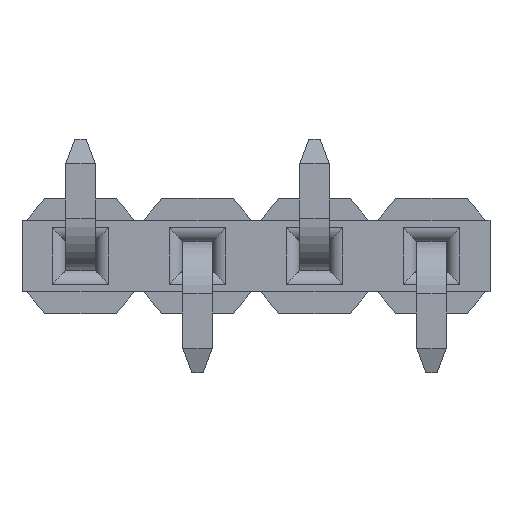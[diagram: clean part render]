
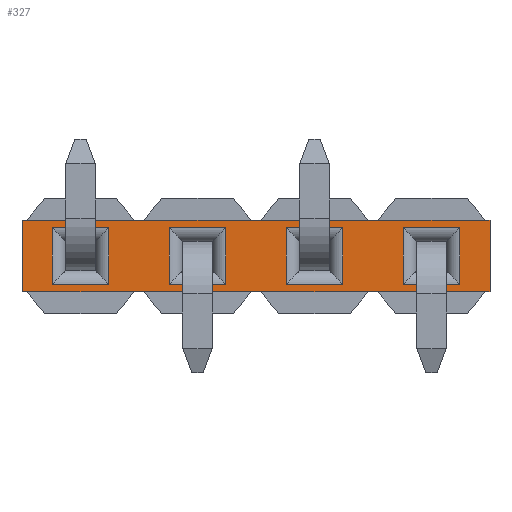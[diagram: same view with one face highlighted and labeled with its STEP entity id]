
A CAD part, front view. The second image highlights one B-rep face of the part: STEP entity #327.
In plain terms, the highlighted planar face has unit normal (0, -1, 0).
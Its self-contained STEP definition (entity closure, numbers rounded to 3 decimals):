
#137=FACE_BOUND('',#1160,.T.);
#138=FACE_BOUND('',#1161,.T.);
#139=FACE_BOUND('',#1162,.T.);
#140=FACE_BOUND('',#1163,.T.);
#141=FACE_BOUND('',#1164,.T.);
#327=ADVANCED_FACE('',(#137,#138,#139,#140,#141),#601,.F.);
#601=PLANE('',#5226);
#1160=EDGE_LOOP('',(#1841,#1842,#1843,#1844));
#1161=EDGE_LOOP('',(#1845,#1846,#1847,#1848));
#1162=EDGE_LOOP('',(#1849,#1850,#1851,#1852));
#1163=EDGE_LOOP('',(#1853,#1854,#1855,#1856));
#1164=EDGE_LOOP('',(#1857,#1858,#1859,#1860,#1861,#1862,#1863,#1864,#1865,
#1866,#1867,#1868,#1869,#1870,#1871,#1872,#1873,#1874,#1875,#1876));
#1841=ORIENTED_EDGE('',*,*,#3276,.T.);
#1842=ORIENTED_EDGE('',*,*,#3272,.T.);
#1843=ORIENTED_EDGE('',*,*,#3269,.T.);
#1844=ORIENTED_EDGE('',*,*,#3266,.T.);
#1845=ORIENTED_EDGE('',*,*,#3264,.T.);
#1846=ORIENTED_EDGE('',*,*,#3260,.T.);
#1847=ORIENTED_EDGE('',*,*,#3257,.T.);
#1848=ORIENTED_EDGE('',*,*,#3254,.T.);
#1849=ORIENTED_EDGE('',*,*,#3252,.T.);
#1850=ORIENTED_EDGE('',*,*,#3248,.T.);
#1851=ORIENTED_EDGE('',*,*,#3245,.T.);
#1852=ORIENTED_EDGE('',*,*,#3242,.T.);
#1853=ORIENTED_EDGE('',*,*,#3240,.T.);
#1854=ORIENTED_EDGE('',*,*,#3236,.T.);
#1855=ORIENTED_EDGE('',*,*,#3233,.T.);
#1856=ORIENTED_EDGE('',*,*,#3230,.T.);
#1857=ORIENTED_EDGE('',*,*,#3158,.T.);
#1858=ORIENTED_EDGE('',*,*,#3412,.T.);
#1859=ORIENTED_EDGE('',*,*,#3227,.F.);
#1860=ORIENTED_EDGE('',*,*,#3283,.T.);
#1861=ORIENTED_EDGE('',*,*,#3224,.F.);
#1862=ORIENTED_EDGE('',*,*,#3292,.T.);
#1863=ORIENTED_EDGE('',*,*,#3221,.F.);
#1864=ORIENTED_EDGE('',*,*,#3301,.T.);
#1865=ORIENTED_EDGE('',*,*,#3218,.F.);
#1866=ORIENTED_EDGE('',*,*,#3310,.F.);
#1867=ORIENTED_EDGE('',*,*,#3314,.T.);
#1868=ORIENTED_EDGE('',*,*,#3316,.T.);
#1869=ORIENTED_EDGE('',*,*,#3214,.T.);
#1870=ORIENTED_EDGE('',*,*,#3325,.T.);
#1871=ORIENTED_EDGE('',*,*,#3211,.T.);
#1872=ORIENTED_EDGE('',*,*,#3334,.T.);
#1873=ORIENTED_EDGE('',*,*,#3208,.T.);
#1874=ORIENTED_EDGE('',*,*,#3343,.T.);
#1875=ORIENTED_EDGE('',*,*,#3205,.T.);
#1876=ORIENTED_EDGE('',*,*,#3409,.T.);
#2741=VERTEX_POINT('',#6688);
#2743=VERTEX_POINT('',#6691);
#2789=VERTEX_POINT('',#6796);
#2790=VERTEX_POINT('',#6797);
#2791=VERTEX_POINT('',#6802);
#2792=VERTEX_POINT('',#6803);
#2793=VERTEX_POINT('',#6808);
#2794=VERTEX_POINT('',#6809);
#2795=VERTEX_POINT('',#6814);
#2796=VERTEX_POINT('',#6815);
#2797=VERTEX_POINT('',#6820);
#2798=VERTEX_POINT('',#6822);
#2799=VERTEX_POINT('',#6826);
#2800=VERTEX_POINT('',#6828);
#2801=VERTEX_POINT('',#6832);
#2802=VERTEX_POINT('',#6834);
#2803=VERTEX_POINT('',#6838);
#2804=VERTEX_POINT('',#6840);
#2806=VERTEX_POINT('',#6855);
#2807=VERTEX_POINT('',#6857);
#2809=VERTEX_POINT('',#6873);
#2811=VERTEX_POINT('',#6889);
#2814=VERTEX_POINT('',#6919);
#2815=VERTEX_POINT('',#6921);
#2817=VERTEX_POINT('',#6937);
#2819=VERTEX_POINT('',#6953);
#2822=VERTEX_POINT('',#6983);
#2823=VERTEX_POINT('',#6985);
#2825=VERTEX_POINT('',#7001);
#2827=VERTEX_POINT('',#7017);
#2830=VERTEX_POINT('',#7047);
#2831=VERTEX_POINT('',#7049);
#2833=VERTEX_POINT('',#7065);
#2835=VERTEX_POINT('',#7081);
#2852=VERTEX_POINT('',#7161);
#2855=VERTEX_POINT('',#7169);
#3158=EDGE_CURVE('',#2743,#2741,#3846,.T.);
#3205=EDGE_CURVE('',#2789,#2790,#3893,.T.);
#3208=EDGE_CURVE('',#2791,#2792,#3896,.T.);
#3211=EDGE_CURVE('',#2793,#2794,#3899,.T.);
#3214=EDGE_CURVE('',#2795,#2796,#3902,.T.);
#3218=EDGE_CURVE('',#2797,#2798,#3906,.T.);
#3221=EDGE_CURVE('',#2799,#2800,#3909,.T.);
#3224=EDGE_CURVE('',#2801,#2802,#3912,.T.);
#3227=EDGE_CURVE('',#2803,#2804,#3915,.T.);
#3230=EDGE_CURVE('',#2807,#2806,#3917,.T.);
#3233=EDGE_CURVE('',#2809,#2807,#3919,.T.);
#3236=EDGE_CURVE('',#2811,#2809,#3921,.T.);
#3240=EDGE_CURVE('',#2806,#2811,#3924,.T.);
#3242=EDGE_CURVE('',#2815,#2814,#3925,.T.);
#3245=EDGE_CURVE('',#2817,#2815,#3927,.T.);
#3248=EDGE_CURVE('',#2819,#2817,#3929,.T.);
#3252=EDGE_CURVE('',#2814,#2819,#3932,.T.);
#3254=EDGE_CURVE('',#2823,#2822,#3933,.T.);
#3257=EDGE_CURVE('',#2825,#2823,#3935,.T.);
#3260=EDGE_CURVE('',#2827,#2825,#3937,.T.);
#3264=EDGE_CURVE('',#2822,#2827,#3940,.T.);
#3266=EDGE_CURVE('',#2831,#2830,#3941,.T.);
#3269=EDGE_CURVE('',#2833,#2831,#3943,.T.);
#3272=EDGE_CURVE('',#2835,#2833,#3945,.T.);
#3276=EDGE_CURVE('',#2830,#2835,#3948,.T.);
#3283=EDGE_CURVE('',#2803,#2802,#3955,.T.);
#3292=EDGE_CURVE('',#2801,#2800,#3964,.T.);
#3301=EDGE_CURVE('',#2799,#2798,#3973,.T.);
#3310=EDGE_CURVE('',#2852,#2797,#3982,.T.);
#3314=EDGE_CURVE('',#2852,#2855,#3986,.T.);
#3316=EDGE_CURVE('',#2855,#2795,#3988,.T.);
#3325=EDGE_CURVE('',#2796,#2793,#3997,.T.);
#3334=EDGE_CURVE('',#2794,#2791,#4006,.T.);
#3343=EDGE_CURVE('',#2792,#2789,#4015,.T.);
#3409=EDGE_CURVE('',#2790,#2743,#4081,.T.);
#3412=EDGE_CURVE('',#2741,#2804,#4084,.T.);
#3846=LINE('',#6690,#4486);
#3893=LINE('',#6795,#4533);
#3896=LINE('',#6801,#4536);
#3899=LINE('',#6807,#4539);
#3902=LINE('',#6813,#4542);
#3906=LINE('',#6821,#4546);
#3909=LINE('',#6827,#4549);
#3912=LINE('',#6833,#4552);
#3915=LINE('',#6839,#4555);
#3917=LINE('',#6856,#4557);
#3919=LINE('',#6872,#4559);
#3921=LINE('',#6888,#4561);
#3924=LINE('',#6905,#4564);
#3925=LINE('',#6920,#4565);
#3927=LINE('',#6936,#4567);
#3929=LINE('',#6952,#4569);
#3932=LINE('',#6969,#4572);
#3933=LINE('',#6984,#4573);
#3935=LINE('',#7000,#4575);
#3937=LINE('',#7016,#4577);
#3940=LINE('',#7033,#4580);
#3941=LINE('',#7048,#4581);
#3943=LINE('',#7064,#4583);
#3945=LINE('',#7080,#4585);
#3948=LINE('',#7097,#4588);
#3955=LINE('',#7111,#4595);
#3964=LINE('',#7128,#4604);
#3973=LINE('',#7145,#4613);
#3982=LINE('',#7163,#4622);
#3986=LINE('',#7170,#4626);
#3988=LINE('',#7174,#4628);
#3997=LINE('',#7191,#4637);
#4006=LINE('',#7208,#4646);
#4015=LINE('',#7225,#4655);
#4081=LINE('',#7356,#4721);
#4084=LINE('',#7361,#4724);
#4486=VECTOR('',#5435,1.);
#4533=VECTOR('',#5506,1.);
#4536=VECTOR('',#5511,1.);
#4539=VECTOR('',#5516,1.);
#4542=VECTOR('',#5521,1.);
#4546=VECTOR('',#5527,1.);
#4549=VECTOR('',#5532,1.);
#4552=VECTOR('',#5537,1.);
#4555=VECTOR('',#5542,1.);
#4557=VECTOR('',#5546,1.);
#4559=VECTOR('',#5550,1.);
#4561=VECTOR('',#5554,1.);
#4564=VECTOR('',#5559,1.);
#4565=VECTOR('',#5562,1.);
#4567=VECTOR('',#5566,1.);
#4569=VECTOR('',#5570,1.);
#4572=VECTOR('',#5575,1.);
#4573=VECTOR('',#5578,1.);
#4575=VECTOR('',#5582,1.);
#4577=VECTOR('',#5586,1.);
#4580=VECTOR('',#5591,1.);
#4581=VECTOR('',#5594,1.);
#4583=VECTOR('',#5598,1.);
#4585=VECTOR('',#5602,1.);
#4588=VECTOR('',#5607,1.);
#4595=VECTOR('',#5620,1.);
#4604=VECTOR('',#5637,1.);
#4613=VECTOR('',#5654,1.);
#4622=VECTOR('',#5671,1.);
#4626=VECTOR('',#5677,1.);
#4628=VECTOR('',#5681,1.);
#4637=VECTOR('',#5698,1.);
#4646=VECTOR('',#5715,1.);
#4655=VECTOR('',#5732,1.);
#4721=VECTOR('',#5864,1.);
#4724=VECTOR('',#5871,1.);
#5226=AXIS2_PLACEMENT_3D('',#7363,#5874,#5875);
#5435=DIRECTION('',(0.,0.,-1.));
#5506=DIRECTION('',(-1.,0.,0.));
#5511=DIRECTION('',(-1.,0.,0.));
#5516=DIRECTION('',(-1.,0.,0.));
#5521=DIRECTION('',(-1.,0.,0.));
#5527=DIRECTION('',(-1.,0.,0.));
#5532=DIRECTION('',(-1.,0.,0.));
#5537=DIRECTION('',(-1.,0.,0.));
#5542=DIRECTION('',(-1.,0.,0.));
#5546=DIRECTION('',(0.,0.,-1.));
#5550=DIRECTION('',(1.,0.,0.));
#5554=DIRECTION('',(0.,0.,1.));
#5559=DIRECTION('',(-1.,0.,0.));
#5562=DIRECTION('',(0.,0.,-1.));
#5566=DIRECTION('',(1.,0.,0.));
#5570=DIRECTION('',(0.,0.,1.));
#5575=DIRECTION('',(-1.,0.,0.));
#5578=DIRECTION('',(0.,0.,-1.));
#5582=DIRECTION('',(1.,0.,0.));
#5586=DIRECTION('',(0.,0.,1.));
#5591=DIRECTION('',(-1.,0.,0.));
#5594=DIRECTION('',(0.,0.,-1.));
#5598=DIRECTION('',(1.,0.,0.));
#5602=DIRECTION('',(0.,0.,1.));
#5607=DIRECTION('',(-1.,0.,0.));
#5620=DIRECTION('',(1.,0.,0.));
#5637=DIRECTION('',(1.,0.,0.));
#5654=DIRECTION('',(1.,0.,0.));
#5671=DIRECTION('',(-1.,0.,0.));
#5677=DIRECTION('',(0.,0.,1.));
#5681=DIRECTION('',(-1.,0.,0.));
#5698=DIRECTION('',(-1.,0.,0.));
#5715=DIRECTION('',(-1.,0.,0.));
#5732=DIRECTION('',(-1.,0.,0.));
#5864=DIRECTION('',(-1.,0.,0.));
#5871=DIRECTION('',(1.,0.,0.));
#5874=DIRECTION('',(0.,1.,0.));
#5875=DIRECTION('',(0.,0.,-1.));
#6688=CARTESIAN_POINT('',(-2.54,0.42,-8.275));
#6690=CARTESIAN_POINT('',(-2.54,0.42,-8.275));
#6691=CARTESIAN_POINT('',(-2.54,0.42,-6.725));
#6795=CARTESIAN_POINT('',(-0.1,0.42,-6.725));
#6796=CARTESIAN_POINT('',(-0.1,0.42,-6.725));
#6797=CARTESIAN_POINT('',(-2.44,0.42,-6.725));
#6801=CARTESIAN_POINT('',(2.44,0.42,-6.725));
#6802=CARTESIAN_POINT('',(2.44,0.42,-6.725));
#6803=CARTESIAN_POINT('',(0.1,0.42,-6.725));
#6807=CARTESIAN_POINT('',(4.98,0.42,-6.725));
#6808=CARTESIAN_POINT('',(4.98,0.42,-6.725));
#6809=CARTESIAN_POINT('',(2.64,0.42,-6.725));
#6813=CARTESIAN_POINT('',(7.52,0.42,-6.725));
#6814=CARTESIAN_POINT('',(7.52,0.42,-6.725));
#6815=CARTESIAN_POINT('',(5.18,0.42,-6.725));
#6820=CARTESIAN_POINT('',(7.52,0.42,-8.275));
#6821=CARTESIAN_POINT('',(7.52,0.42,-8.275));
#6822=CARTESIAN_POINT('',(5.18,0.42,-8.275));
#6826=CARTESIAN_POINT('',(4.98,0.42,-8.275));
#6827=CARTESIAN_POINT('',(4.98,0.42,-8.275));
#6828=CARTESIAN_POINT('',(2.64,0.42,-8.275));
#6832=CARTESIAN_POINT('',(2.44,0.42,-8.275));
#6833=CARTESIAN_POINT('',(2.44,0.42,-8.275));
#6834=CARTESIAN_POINT('',(0.1,0.42,-8.275));
#6838=CARTESIAN_POINT('',(-0.1,0.42,-8.275));
#6839=CARTESIAN_POINT('',(-0.1,0.42,-8.275));
#6840=CARTESIAN_POINT('',(-2.44,0.42,-8.275));
#6855=CARTESIAN_POINT('',(6.968,0.42,-8.11));
#6856=CARTESIAN_POINT('',(6.968,0.42,-6.89));
#6857=CARTESIAN_POINT('',(6.968,0.42,-6.89));
#6872=CARTESIAN_POINT('',(5.733,0.42,-6.89));
#6873=CARTESIAN_POINT('',(5.733,0.42,-6.89));
#6888=CARTESIAN_POINT('',(5.733,0.42,-8.11));
#6889=CARTESIAN_POINT('',(5.733,0.42,-8.11));
#6905=CARTESIAN_POINT('',(6.968,0.42,-8.11));
#6919=CARTESIAN_POINT('',(4.428,0.42,-8.11));
#6920=CARTESIAN_POINT('',(4.428,0.42,-6.89));
#6921=CARTESIAN_POINT('',(4.428,0.42,-6.89));
#6936=CARTESIAN_POINT('',(3.193,0.42,-6.89));
#6937=CARTESIAN_POINT('',(3.193,0.42,-6.89));
#6952=CARTESIAN_POINT('',(3.193,0.42,-8.11));
#6953=CARTESIAN_POINT('',(3.193,0.42,-8.11));
#6969=CARTESIAN_POINT('',(4.428,0.42,-8.11));
#6983=CARTESIAN_POINT('',(1.888,0.42,-8.11));
#6984=CARTESIAN_POINT('',(1.888,0.42,-6.89));
#6985=CARTESIAN_POINT('',(1.888,0.42,-6.89));
#7000=CARTESIAN_POINT('',(0.653,0.42,-6.89));
#7001=CARTESIAN_POINT('',(0.653,0.42,-6.89));
#7016=CARTESIAN_POINT('',(0.653,0.42,-8.11));
#7017=CARTESIAN_POINT('',(0.653,0.42,-8.11));
#7033=CARTESIAN_POINT('',(1.888,0.42,-8.11));
#7047=CARTESIAN_POINT('',(-0.653,0.42,-8.11));
#7048=CARTESIAN_POINT('',(-0.653,0.42,-6.89));
#7049=CARTESIAN_POINT('',(-0.653,0.42,-6.89));
#7064=CARTESIAN_POINT('',(-1.888,0.42,-6.89));
#7065=CARTESIAN_POINT('',(-1.888,0.42,-6.89));
#7080=CARTESIAN_POINT('',(-1.888,0.42,-8.11));
#7081=CARTESIAN_POINT('',(-1.888,0.42,-8.11));
#7097=CARTESIAN_POINT('',(-0.653,0.42,-8.11));
#7111=CARTESIAN_POINT('',(-0.1,0.42,-8.275));
#7128=CARTESIAN_POINT('',(2.44,0.42,-8.275));
#7145=CARTESIAN_POINT('',(4.98,0.42,-8.275));
#7161=CARTESIAN_POINT('',(7.62,0.42,-8.275));
#7163=CARTESIAN_POINT('',(7.62,0.42,-8.275));
#7169=CARTESIAN_POINT('',(7.62,0.42,-6.725));
#7170=CARTESIAN_POINT('',(7.62,0.42,-8.275));
#7174=CARTESIAN_POINT('',(7.62,0.42,-6.725));
#7191=CARTESIAN_POINT('',(5.18,0.42,-6.725));
#7208=CARTESIAN_POINT('',(2.64,0.42,-6.725));
#7225=CARTESIAN_POINT('',(0.1,0.42,-6.725));
#7356=CARTESIAN_POINT('',(-2.44,0.42,-6.725));
#7361=CARTESIAN_POINT('',(-2.64,0.42,-8.275));
#7363=CARTESIAN_POINT('',(7.62,0.42,-8.275));
